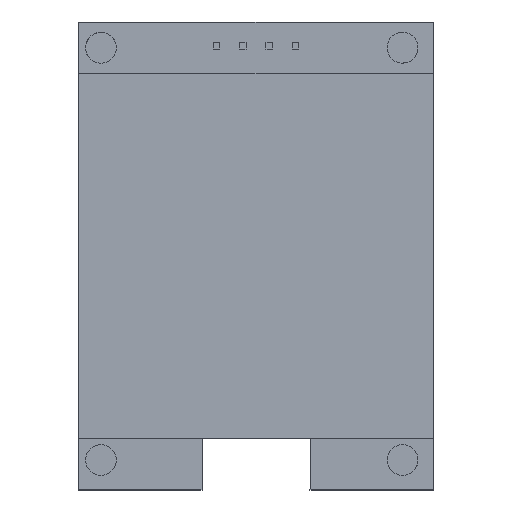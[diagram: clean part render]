
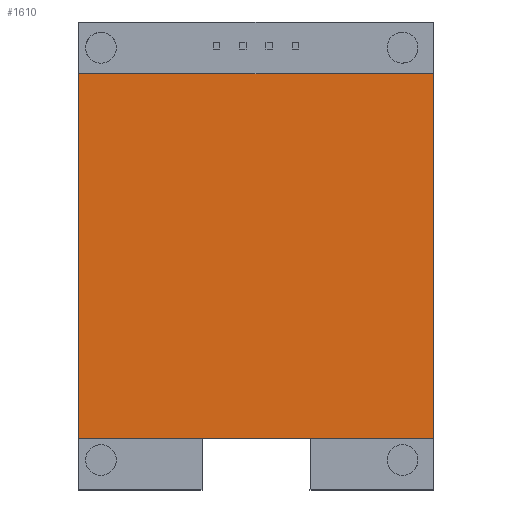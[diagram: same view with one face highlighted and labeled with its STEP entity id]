
A CAD part, top view. The second image highlights one B-rep face of the part: STEP entity #1610.
In plain terms, the highlighted face is planar.
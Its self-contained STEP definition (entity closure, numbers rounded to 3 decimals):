
#114=FACE_OUTER_BOUND('',#206,.T.);
#206=EDGE_LOOP('',(#1105,#1106,#1107,#1108));
#309=LINE('',#2257,#517);
#313=LINE('',#2265,#521);
#316=LINE('',#2271,#524);
#319=LINE('',#2276,#527);
#517=VECTOR('',#1838,10.);
#521=VECTOR('',#1844,10.);
#524=VECTOR('',#1849,10.);
#527=VECTOR('',#1854,10.);
#725=VERTEX_POINT('',#2255);
#726=VERTEX_POINT('',#2256);
#729=VERTEX_POINT('',#2264);
#731=VERTEX_POINT('',#2270);
#869=EDGE_CURVE('',#725,#726,#309,.T.);
#873=EDGE_CURVE('',#729,#726,#313,.T.);
#876=EDGE_CURVE('',#729,#731,#316,.T.);
#879=EDGE_CURVE('',#725,#731,#319,.T.);
#1105=ORIENTED_EDGE('',*,*,#879,.F.);
#1106=ORIENTED_EDGE('',*,*,#869,.T.);
#1107=ORIENTED_EDGE('',*,*,#873,.F.);
#1108=ORIENTED_EDGE('',*,*,#876,.T.);
#1522=PLANE('',#1733);
#1610=ADVANCED_FACE('',(#114),#1522,.F.);
#1733=AXIS2_PLACEMENT_3D('',#2279,#1858,#1859);
#1838=DIRECTION('',(0.,1.,0.));
#1844=DIRECTION('',(-1.,0.,0.));
#1849=DIRECTION('',(0.,-1.,0.));
#1854=DIRECTION('',(1.,0.,0.));
#1858=DIRECTION('center_axis',(0.,0.,1.));
#1859=DIRECTION('ref_axis',(1.,0.,0.));
#2255=CARTESIAN_POINT('',(-47.552,-15.423,0.));
#2256=CARTESIAN_POINT('',(-47.552,20.,0.));
#2257=CARTESIAN_POINT('',(-47.552,-15.423,0.));
#2264=CARTESIAN_POINT('',(-13.052,20.,0.));
#2265=CARTESIAN_POINT('',(-13.052,20.,0.));
#2270=CARTESIAN_POINT('',(-13.052,-15.423,0.));
#2271=CARTESIAN_POINT('',(-13.052,20.,0.));
#2276=CARTESIAN_POINT('',(-47.552,-15.423,0.));
#2279=CARTESIAN_POINT('Origin',(-30.302,2.289,0.));
